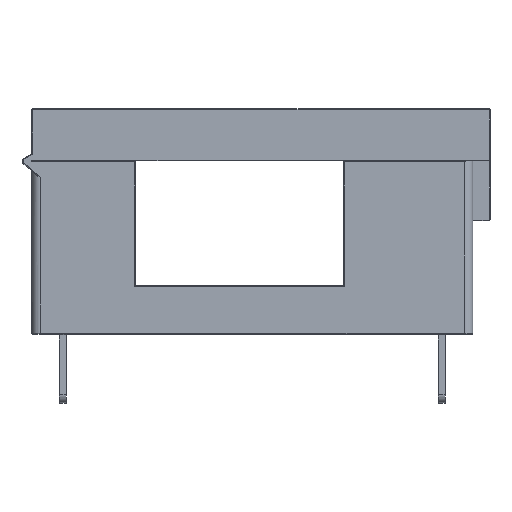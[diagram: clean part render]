
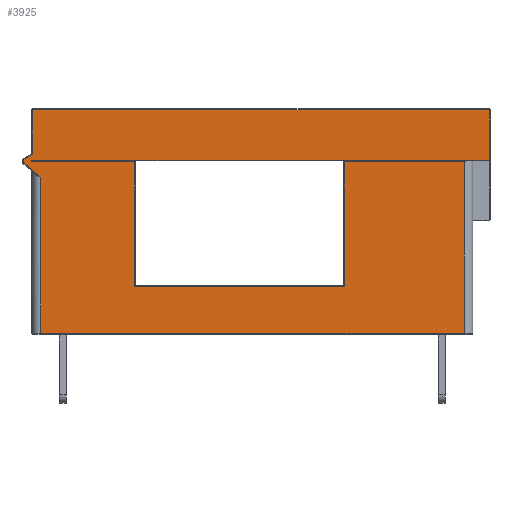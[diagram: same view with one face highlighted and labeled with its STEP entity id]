
A CAD part, top view. The second image highlights one B-rep face of the part: STEP entity #3925.
In plain terms, the highlighted planar face has unit normal (0, 0, 1).
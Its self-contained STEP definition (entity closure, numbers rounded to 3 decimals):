
#2 = EDGE_CURVE ( 'NONE', #3956, #1949, #356, .T. ) ;
#14 = EDGE_CURVE ( 'NONE', #973, #6541, #3440, .T. ) ;
#19 = DIRECTION ( 'NONE',  ( -1., 0., 0. ) ) ;
#28 = AXIS2_PLACEMENT_3D ( 'NONE', #554, #4645, #6112 ) ;
#94 = LINE ( 'NONE', #3244, #2718 ) ;
#127 = DIRECTION ( 'NONE',  ( 1., 0., 0. ) ) ;
#182 = CARTESIAN_POINT ( 'NONE',  ( -12.799, 10.416, 4.8 ) ) ;
#186 = CARTESIAN_POINT ( 'NONE',  ( 5.35, 9.996, 4.8 ) ) ;
#212 = DIRECTION ( 'NONE',  ( 0., 0., 1. ) ) ;
#281 = ORIENTED_EDGE ( 'NONE', *, *, #5272, .T. ) ;
#356 = LINE ( 'NONE', #755, #2164 ) ;
#420 = LINE ( 'NONE', #6033, #2451 ) ;
#484 = DIRECTION ( 'NONE',  ( 0., 1., 0. ) ) ;
#540 = CARTESIAN_POINT ( 'NONE',  ( 12.3, 9.996, 4.8 ) ) ;
#554 = CARTESIAN_POINT ( 'NONE',  ( -12.85, 10.502, 4.8 ) ) ;
#605 = DIRECTION ( 'NONE',  ( -1., 0., 0. ) ) ;
#616 = DIRECTION ( 'NONE',  ( 0., 1., 0. ) ) ;
#629 = CARTESIAN_POINT ( 'NONE',  ( 12.3, 0.05, 4.8 ) ) ;
#691 = CARTESIAN_POINT ( 'NONE',  ( -12.8, 2.75, 4.8 ) ) ;
#703 = VECTOR ( 'NONE', #2188, 1000. ) ;
#722 = EDGE_CURVE ( 'NONE', #2889, #5706, #2881, .T. ) ;
#755 = CARTESIAN_POINT ( 'NONE',  ( -12.75, 13.066, 4.8 ) ) ;
#797 = ORIENTED_EDGE ( 'NONE', *, *, #2267, .F. ) ;
#804 = EDGE_CURVE ( 'NONE', #4153, #5458, #5554, .T. ) ;
#849 = CARTESIAN_POINT ( 'NONE',  ( -13.279, 10.128, 4.8 ) ) ;
#958 = EDGE_CURVE ( 'NONE', #3910, #5094, #94, .T. ) ;
#973 = VERTEX_POINT ( 'NONE', #629 ) ;
#1019 = VECTOR ( 'NONE', #616, 1000. ) ;
#1107 = ORIENTED_EDGE ( 'NONE', *, *, #5006, .T. ) ;
#1311 = VECTOR ( 'NONE', #6666, 1000. ) ;
#1342 = VERTEX_POINT ( 'NONE', #5531 ) ;
#1370 = DIRECTION ( 'NONE',  ( 0., -1., 0. ) ) ;
#1412 = VECTOR ( 'NONE', #4297, 1000. ) ;
#1503 = EDGE_CURVE ( 'NONE', #1342, #4153, #4622, .T. ) ;
#1509 = ORIENTED_EDGE ( 'NONE', *, *, #6003, .T. ) ;
#1514 = VERTEX_POINT ( 'NONE', #4113 ) ;
#1549 = AXIS2_PLACEMENT_3D ( 'NONE', #2217, #212, #5264 ) ;
#1598 = CARTESIAN_POINT ( 'NONE',  ( 12.8, 9.996, 4.8 ) ) ;
#1678 = CARTESIAN_POINT ( 'NONE',  ( -12.75, 10.502, 4.8 ) ) ;
#1727 = CARTESIAN_POINT ( 'NONE',  ( 5.35, 2.75, 4.8 ) ) ;
#1801 = DIRECTION ( 'NONE',  ( 0., 0., -1. ) ) ;
#1860 = ORIENTED_EDGE ( 'NONE', *, *, #2863, .F. ) ;
#1862 = DIRECTION ( 'NONE',  ( 0., -1., 0. ) ) ;
#1873 = CARTESIAN_POINT ( 'NONE',  ( -6.85, 2.75, 4.8 ) ) ;
#1937 = DIRECTION ( 'NONE',  ( 1., 0., 0. ) ) ;
#1949 = VERTEX_POINT ( 'NONE', #1678 ) ;
#1957 = CARTESIAN_POINT ( 'NONE',  ( -12.8, 13.016, 4.8 ) ) ;
#2164 = VECTOR ( 'NONE', #1370, 1000. ) ;
#2188 = DIRECTION ( 'NONE',  ( -1., 0., 0. ) ) ;
#2217 = CARTESIAN_POINT ( 'NONE',  ( -13.228, 10.042, 4.8 ) ) ;
#2246 = VECTOR ( 'NONE', #1937, 1000. ) ;
#2267 = EDGE_CURVE ( 'NONE', #5706, #3910, #6335, .T. ) ;
#2341 = CARTESIAN_POINT ( 'NONE',  ( -12.8, 10.066, 4.8 ) ) ;
#2346 = ORIENTED_EDGE ( 'NONE', *, *, #6617, .T. ) ;
#2401 = CARTESIAN_POINT ( 'NONE',  ( -12.3, 0.05, 4.8 ) ) ;
#2451 = VECTOR ( 'NONE', #484, 1000. ) ;
#2517 = CARTESIAN_POINT ( 'NONE',  ( 5.35, 13.066, 4.8 ) ) ;
#2681 = VERTEX_POINT ( 'NONE', #5414 ) ;
#2689 = LINE ( 'NONE', #4672, #1019 ) ;
#2718 = VECTOR ( 'NONE', #127, 1000. ) ;
#2720 = ORIENTED_EDGE ( 'NONE', *, *, #958, .F. ) ;
#2814 = CARTESIAN_POINT ( 'NONE',  ( -12.8, 9.996, 4.8 ) ) ;
#2863 = EDGE_CURVE ( 'NONE', #3230, #1949, #5515, .T. ) ;
#2881 = LINE ( 'NONE', #6409, #1412 ) ;
#2889 = VERTEX_POINT ( 'NONE', #4675 ) ;
#2956 = CARTESIAN_POINT ( 'NONE',  ( -13.228, 10.042, 4.8 ) ) ;
#3172 = ORIENTED_EDGE ( 'NONE', *, *, #14, .T. ) ;
#3230 = VERTEX_POINT ( 'NONE', #182 ) ;
#3232 = LINE ( 'NONE', #691, #703 ) ;
#3234 = EDGE_CURVE ( 'NONE', #2681, #1342, #4355, .T. ) ;
#3244 = CARTESIAN_POINT ( 'NONE',  ( -12.8, 9.996, 4.8 ) ) ;
#3258 = ORIENTED_EDGE ( 'NONE', *, *, #6567, .T. ) ;
#3287 = CARTESIAN_POINT ( 'NONE',  ( -12.75, 13.016, 4.8 ) ) ;
#3334 = VERTEX_POINT ( 'NONE', #1873 ) ;
#3396 = DIRECTION ( 'NONE',  ( -0.858, -0.514, 0. ) ) ;
#3413 = VECTOR ( 'NONE', #4165, 1000. ) ;
#3440 = LINE ( 'NONE', #4944, #4417 ) ;
#3549 = LINE ( 'NONE', #1957, #5739 ) ;
#3581 = ORIENTED_EDGE ( 'NONE', *, *, #3234, .T. ) ;
#3597 = DIRECTION ( 'NONE',  ( 0., 0., 1. ) ) ;
#3617 = AXIS2_PLACEMENT_3D ( 'NONE', #5857, #1801, #605 ) ;
#3632 = VECTOR ( 'NONE', #3396, 1000. ) ;
#3641 = CARTESIAN_POINT ( 'NONE',  ( -6.85, 9.996, 4.8 ) ) ;
#3747 = CARTESIAN_POINT ( 'NONE',  ( -12.8, 10.066, 4.8 ) ) ;
#3910 = VERTEX_POINT ( 'NONE', #2814 ) ;
#3925 = ADVANCED_FACE ( 'NONE', ( #6339 ), #5226, .F. ) ;
#3956 = VERTEX_POINT ( 'NONE', #3287 ) ;
#4070 = VECTOR ( 'NONE', #4569, 1000. ) ;
#4113 = CARTESIAN_POINT ( 'NONE',  ( 13.75, 13.016, 4.8 ) ) ;
#4116 = CARTESIAN_POINT ( 'NONE',  ( -12.3, 9.09, 4.8 ) ) ;
#4153 = VERTEX_POINT ( 'NONE', #4116 ) ;
#4165 = DIRECTION ( 'NONE',  ( 1., 0., 0. ) ) ;
#4291 = VERTEX_POINT ( 'NONE', #1727 ) ;
#4297 = DIRECTION ( 'NONE',  ( -1., 0., 0. ) ) ;
#4355 = CIRCLE ( 'NONE', #1549, 0.1 ) ;
#4369 = ORIENTED_EDGE ( 'NONE', *, *, #804, .T. ) ;
#4374 = CIRCLE ( 'NONE', #4908, 0.1 ) ;
#4417 = VECTOR ( 'NONE', #4846, 1000. ) ;
#4475 = EDGE_CURVE ( 'NONE', #1514, #3956, #3549, .T. ) ;
#4569 = DIRECTION ( 'NONE',  ( 0., -1., 0. ) ) ;
#4601 = ORIENTED_EDGE ( 'NONE', *, *, #722, .F. ) ;
#4605 = LINE ( 'NONE', #2517, #4070 ) ;
#4622 = LINE ( 'NONE', #5639, #1311 ) ;
#4645 = DIRECTION ( 'NONE',  ( 0., 0., 1. ) ) ;
#4672 = CARTESIAN_POINT ( 'NONE',  ( -6.85, 13.066, 4.8 ) ) ;
#4675 = CARTESIAN_POINT ( 'NONE',  ( 13.75, 10.066, 4.8 ) ) ;
#4729 = LINE ( 'NONE', #1598, #3413 ) ;
#4846 = DIRECTION ( 'NONE',  ( 0., 1., 0. ) ) ;
#4908 = AXIS2_PLACEMENT_3D ( 'NONE', #2956, #3597, #5620 ) ;
#4944 = CARTESIAN_POINT ( 'NONE',  ( 12.3, 13.066, 4.8 ) ) ;
#4969 = EDGE_CURVE ( 'NONE', #3334, #5094, #2689, .T. ) ;
#5006 = EDGE_CURVE ( 'NONE', #4291, #3334, #3232, .T. ) ;
#5094 = VERTEX_POINT ( 'NONE', #3641 ) ;
#5117 = VERTEX_POINT ( 'NONE', #186 ) ;
#5194 = EDGE_CURVE ( 'NONE', #3230, #6427, #5465, .T. ) ;
#5226 = PLANE ( 'NONE',  #3617 ) ;
#5264 = DIRECTION ( 'NONE',  ( -1., 0., 0. ) ) ;
#5272 = EDGE_CURVE ( 'NONE', #6427, #2681, #4374, .T. ) ;
#5299 = CARTESIAN_POINT ( 'NONE',  ( -13.279, 10.128, 4.8 ) ) ;
#5327 = EDGE_CURVE ( 'NONE', #5117, #6541, #4729, .T. ) ;
#5414 = CARTESIAN_POINT ( 'NONE',  ( -13.328, 10.042, 4.8 ) ) ;
#5458 = VERTEX_POINT ( 'NONE', #2401 ) ;
#5465 = LINE ( 'NONE', #849, #3632 ) ;
#5515 = CIRCLE ( 'NONE', #28, 0.1 ) ;
#5531 = CARTESIAN_POINT ( 'NONE',  ( -13.294, 9.968, 4.8 ) ) ;
#5554 = LINE ( 'NONE', #5955, #6245 ) ;
#5618 = CARTESIAN_POINT ( 'NONE',  ( -12.8, 0.05, 4.8 ) ) ;
#5620 = DIRECTION ( 'NONE',  ( -1., 0., 0. ) ) ;
#5639 = CARTESIAN_POINT ( 'NONE',  ( -12.267, 9.061, 4.8 ) ) ;
#5706 = VERTEX_POINT ( 'NONE', #3747 ) ;
#5739 = VECTOR ( 'NONE', #19, 1000. ) ;
#5857 = CARTESIAN_POINT ( 'NONE',  ( -12.8, 13.066, 4.8 ) ) ;
#5893 = ORIENTED_EDGE ( 'NONE', *, *, #5194, .T. ) ;
#5914 = ORIENTED_EDGE ( 'NONE', *, *, #4475, .T. ) ;
#5941 = EDGE_LOOP ( 'NONE', ( #4369, #3258, #3172, #6372, #2346, #1107, #6624, #2720, #797, #4601, #1509, #5914, #5948, #1860, #5893, #281, #3581, #6572 ) ) ;
#5948 = ORIENTED_EDGE ( 'NONE', *, *, #2, .T. ) ;
#5955 = CARTESIAN_POINT ( 'NONE',  ( -12.3, 13.066, 4.8 ) ) ;
#6003 = EDGE_CURVE ( 'NONE', #2889, #1514, #420, .T. ) ;
#6027 = LINE ( 'NONE', #5618, #2246 ) ;
#6033 = CARTESIAN_POINT ( 'NONE',  ( 13.75, 13.066, 4.8 ) ) ;
#6059 = DIRECTION ( 'NONE',  ( 0., -1., 0. ) ) ;
#6112 = DIRECTION ( 'NONE',  ( -1., 0., 0. ) ) ;
#6245 = VECTOR ( 'NONE', #6059, 1000. ) ;
#6335 = LINE ( 'NONE', #2341, #6595 ) ;
#6339 = FACE_OUTER_BOUND ( 'NONE', #5941, .T. ) ;
#6372 = ORIENTED_EDGE ( 'NONE', *, *, #5327, .F. ) ;
#6409 = CARTESIAN_POINT ( 'NONE',  ( -6.8, 10.066, 4.8 ) ) ;
#6427 = VERTEX_POINT ( 'NONE', #5299 ) ;
#6541 = VERTEX_POINT ( 'NONE', #540 ) ;
#6567 = EDGE_CURVE ( 'NONE', #5458, #973, #6027, .T. ) ;
#6572 = ORIENTED_EDGE ( 'NONE', *, *, #1503, .T. ) ;
#6595 = VECTOR ( 'NONE', #1862, 1000. ) ;
#6617 = EDGE_CURVE ( 'NONE', #5117, #4291, #4605, .T. ) ;
#6624 = ORIENTED_EDGE ( 'NONE', *, *, #4969, .T. ) ;
#6666 = DIRECTION ( 'NONE',  ( 0.75, -0.662, 0. ) ) ;
